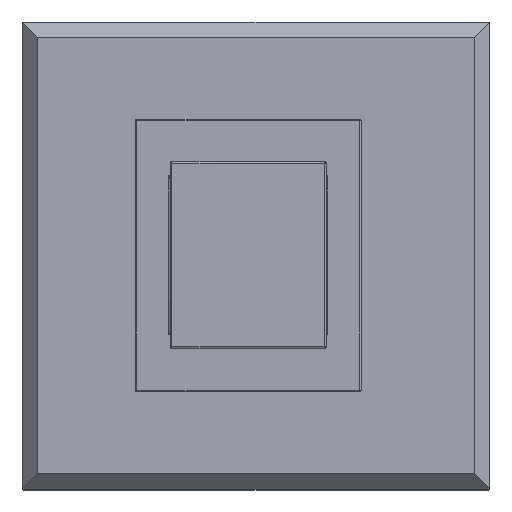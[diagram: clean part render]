
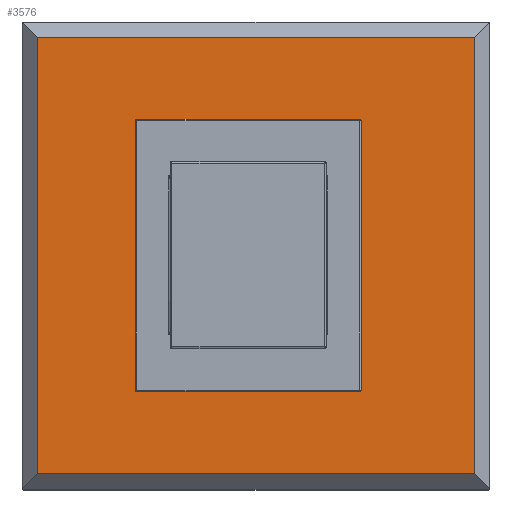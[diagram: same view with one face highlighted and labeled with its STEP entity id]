
A CAD part, top view. The second image highlights one B-rep face of the part: STEP entity #3576.
In plain terms, the highlighted planar face has unit normal (0, 0, 1).
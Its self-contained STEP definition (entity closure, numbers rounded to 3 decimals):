
#360=FACE_OUTER_BOUND('',#585,.T.);
#585=EDGE_LOOP('',(#2402,#2403,#2404,#2405));
#825=LINE('',#5445,#1151);
#833=LINE('',#5477,#1159);
#835=LINE('',#5485,#1161);
#840=LINE('',#5502,#1166);
#1151=VECTOR('',#4324,1333.333);
#1159=VECTOR('',#4364,1333.333);
#1161=VECTOR('',#4374,1333.333);
#1166=VECTOR('',#4395,1333.333);
#1478=VERTEX_POINT('',#5442);
#1479=VERTEX_POINT('',#5444);
#1487=VERTEX_POINT('',#5476);
#1489=VERTEX_POINT('',#5484);
#1793=EDGE_CURVE('',#1478,#1479,#825,.T.);
#1809=EDGE_CURVE('',#1479,#1487,#833,.T.);
#1813=EDGE_CURVE('',#1487,#1489,#835,.T.);
#1822=EDGE_CURVE('',#1489,#1478,#840,.T.);
#2402=ORIENTED_EDGE('',*,*,#1822,.F.);
#2403=ORIENTED_EDGE('',*,*,#1813,.F.);
#2404=ORIENTED_EDGE('',*,*,#1809,.F.);
#2405=ORIENTED_EDGE('',*,*,#1793,.F.);
#3219=PLANE('',#3867);
#3576=ADVANCED_FACE('',(#360),#3219,.T.);
#3867=AXIS2_PLACEMENT_3D('',#5513,#4409,#4410);
#4324=DIRECTION('',(0.,1.,0.));
#4364=DIRECTION('',(1.,0.,0.));
#4374=DIRECTION('',(0.,-1.,0.));
#4395=DIRECTION('',(-1.,0.,0.));
#4409=DIRECTION('center_axis',(0.,0.,1.));
#4410=DIRECTION('ref_axis',(1.,0.,0.));
#5442=CARTESIAN_POINT('',(-3.733,-3.733,6.933));
#5444=CARTESIAN_POINT('',(-3.733,3.733,6.933));
#5445=CARTESIAN_POINT('',(-3.733,0.,6.933));
#5476=CARTESIAN_POINT('',(3.733,3.733,6.933));
#5477=CARTESIAN_POINT('',(0.,3.733,6.933));
#5484=CARTESIAN_POINT('',(3.733,-3.733,6.933));
#5485=CARTESIAN_POINT('',(3.733,0.,6.933));
#5502=CARTESIAN_POINT('',(0.,-3.733,6.933));
#5513=CARTESIAN_POINT('Origin',(0.,0.,6.933));
